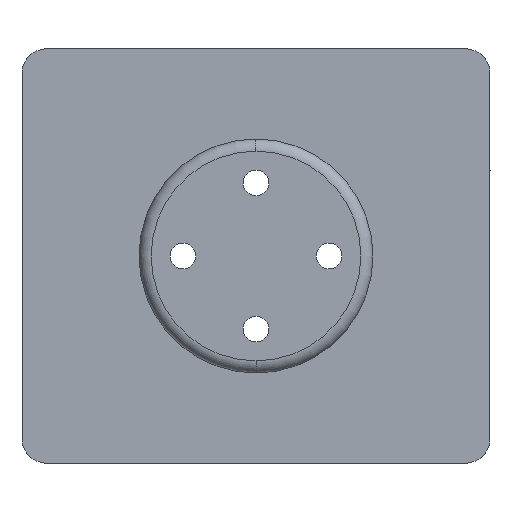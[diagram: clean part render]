
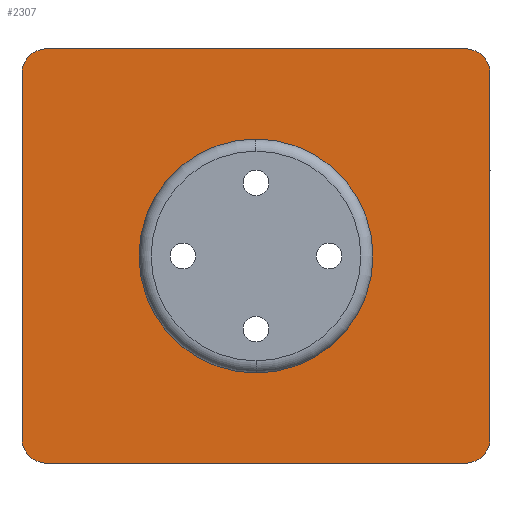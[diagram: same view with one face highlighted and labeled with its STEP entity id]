
A CAD part, front view. The second image highlights one B-rep face of the part: STEP entity #2307.
In plain terms, the highlighted planar face has unit normal (0, -1, 0).
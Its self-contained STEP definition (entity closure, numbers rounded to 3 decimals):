
#77 = DIRECTION ( 'NONE',  ( 0., 0., -1. ) ) ;
#78 = AXIS2_PLACEMENT_3D ( 'NONE', #3275, #1905, #3206 ) ;
#81 = VECTOR ( 'NONE', #1063, 1000. ) ;
#88 = CIRCLE ( 'NONE', #1962, 9.6 ) ;
#103 = ORIENTED_EDGE ( 'NONE', *, *, #651, .T. ) ;
#208 = DIRECTION ( 'NONE',  ( 0., -1., 0. ) ) ;
#231 = EDGE_CURVE ( 'NONE', #1666, #2453, #2161, .T. ) ;
#236 = VERTEX_POINT ( 'NONE', #329 ) ;
#237 = CIRCLE ( 'NONE', #658, 2. ) ;
#259 = EDGE_CURVE ( 'NONE', #1362, #901, #1316, .T. ) ;
#297 = CARTESIAN_POINT ( 'NONE',  ( -17.2, 15.7, 15. ) ) ;
#299 = CARTESIAN_POINT ( 'NONE',  ( 0., 15.7, 0. ) ) ;
#313 = DIRECTION ( 'NONE',  ( 0., -1., 0. ) ) ;
#329 = CARTESIAN_POINT ( 'NONE',  ( 0., 15.7, -9.6 ) ) ;
#347 = AXIS2_PLACEMENT_3D ( 'NONE', #1471, #208, #1237 ) ;
#377 = DIRECTION ( 'NONE',  ( 0., 0., -1. ) ) ;
#458 = FACE_OUTER_BOUND ( 'NONE', #2212, .T. ) ;
#487 = DIRECTION ( 'NONE',  ( 0., 1., 0. ) ) ;
#530 = DIRECTION ( 'NONE',  ( 0., 1., 0. ) ) ;
#639 = DIRECTION ( 'NONE',  ( 1., 0., 0. ) ) ;
#651 = EDGE_CURVE ( 'NONE', #1182, #901, #2226, .T. ) ;
#658 = AXIS2_PLACEMENT_3D ( 'NONE', #2053, #973, #1022 ) ;
#720 = DIRECTION ( 'NONE',  ( 0., 0., 1. ) ) ;
#724 = CARTESIAN_POINT ( 'NONE',  ( 19.2, 15.7, 17. ) ) ;
#837 = ORIENTED_EDGE ( 'NONE', *, *, #2292, .T. ) ;
#901 = VERTEX_POINT ( 'NONE', #2540 ) ;
#931 = VECTOR ( 'NONE', #639, 1000. ) ;
#973 = DIRECTION ( 'NONE',  ( 0., -1., 0. ) ) ;
#1022 = DIRECTION ( 'NONE',  ( 0., 0., -1. ) ) ;
#1063 = DIRECTION ( 'NONE',  ( -1., 0., 0. ) ) ;
#1096 = CARTESIAN_POINT ( 'NONE',  ( -19.2, 15.7, -17. ) ) ;
#1182 = VERTEX_POINT ( 'NONE', #1788 ) ;
#1199 = ORIENTED_EDGE ( 'NONE', *, *, #1760, .F. ) ;
#1230 = EDGE_LOOP ( 'NONE', ( #837, #2898 ) ) ;
#1237 = DIRECTION ( 'NONE',  ( 0., 0., -1. ) ) ;
#1307 = AXIS2_PLACEMENT_3D ( 'NONE', #1886, #313, #377 ) ;
#1316 = LINE ( 'NONE', #1857, #2544 ) ;
#1356 = CIRCLE ( 'NONE', #2175, 9.6 ) ;
#1362 = VERTEX_POINT ( 'NONE', #2472 ) ;
#1439 = CARTESIAN_POINT ( 'NONE',  ( 17.2, 15.7, 17. ) ) ;
#1455 = CARTESIAN_POINT ( 'NONE',  ( 17.2, 15.7, -17. ) ) ;
#1471 = CARTESIAN_POINT ( 'NONE',  ( 0., 15.7, 0. ) ) ;
#1499 = PLANE ( 'NONE',  #347 ) ;
#1511 = CIRCLE ( 'NONE', #78, 2. ) ;
#1582 = VERTEX_POINT ( 'NONE', #2416 ) ;
#1641 = EDGE_CURVE ( 'NONE', #3044, #1649, #1511, .T. ) ;
#1646 = VERTEX_POINT ( 'NONE', #2209 ) ;
#1649 = VERTEX_POINT ( 'NONE', #1439 ) ;
#1666 = VERTEX_POINT ( 'NONE', #1455 ) ;
#1716 = EDGE_CURVE ( 'NONE', #1182, #1649, #2451, .T. ) ;
#1760 = EDGE_CURVE ( 'NONE', #3044, #1582, #2800, .T. ) ;
#1766 = EDGE_CURVE ( 'NONE', #1666, #1582, #237, .T. ) ;
#1788 = CARTESIAN_POINT ( 'NONE',  ( -17.2, 15.7, 17. ) ) ;
#1816 = DIRECTION ( 'NONE',  ( 0., -1., 0. ) ) ;
#1838 = DIRECTION ( 'NONE',  ( 0., 0., 1. ) ) ;
#1857 = CARTESIAN_POINT ( 'NONE',  ( -19.2, 15.7, 17. ) ) ;
#1886 = CARTESIAN_POINT ( 'NONE',  ( -17.2, 15.7, -15. ) ) ;
#1889 = ORIENTED_EDGE ( 'NONE', *, *, #1766, .T. ) ;
#1905 = DIRECTION ( 'NONE',  ( 0., -1., 0. ) ) ;
#1962 = AXIS2_PLACEMENT_3D ( 'NONE', #299, #530, #2059 ) ;
#2051 = CARTESIAN_POINT ( 'NONE',  ( 0., 15.7, 0. ) ) ;
#2053 = CARTESIAN_POINT ( 'NONE',  ( 17.2, 15.7, -15. ) ) ;
#2059 = DIRECTION ( 'NONE',  ( 0., 0., 1. ) ) ;
#2120 = AXIS2_PLACEMENT_3D ( 'NONE', #297, #1816, #77 ) ;
#2161 = LINE ( 'NONE', #1096, #81 ) ;
#2175 = AXIS2_PLACEMENT_3D ( 'NONE', #2051, #487, #720 ) ;
#2209 = CARTESIAN_POINT ( 'NONE',  ( 0., 15.7, 9.6 ) ) ;
#2212 = EDGE_LOOP ( 'NONE', ( #2826, #1889, #1199, #2488, #3255, #103, #2734, #2846 ) ) ;
#2226 = CIRCLE ( 'NONE', #2120, 2. ) ;
#2230 = CARTESIAN_POINT ( 'NONE',  ( -19.2, 15.7, 17. ) ) ;
#2292 = EDGE_CURVE ( 'NONE', #236, #1646, #1356, .T. ) ;
#2307 = ADVANCED_FACE ( 'NONE', ( #3014, #458 ), #1499, .T. ) ;
#2416 = CARTESIAN_POINT ( 'NONE',  ( 19.2, 15.7, -15. ) ) ;
#2451 = LINE ( 'NONE', #2230, #931 ) ;
#2453 = VERTEX_POINT ( 'NONE', #2626 ) ;
#2472 = CARTESIAN_POINT ( 'NONE',  ( -19.2, 15.7, -15. ) ) ;
#2488 = ORIENTED_EDGE ( 'NONE', *, *, #1641, .T. ) ;
#2496 = VECTOR ( 'NONE', #2787, 1000. ) ;
#2503 = CIRCLE ( 'NONE', #1307, 2. ) ;
#2540 = CARTESIAN_POINT ( 'NONE',  ( -19.2, 15.7, 15. ) ) ;
#2544 = VECTOR ( 'NONE', #1838, 1000. ) ;
#2626 = CARTESIAN_POINT ( 'NONE',  ( -17.2, 15.7, -17. ) ) ;
#2726 = EDGE_CURVE ( 'NONE', #1646, #236, #88, .T. ) ;
#2734 = ORIENTED_EDGE ( 'NONE', *, *, #259, .F. ) ;
#2784 = EDGE_CURVE ( 'NONE', #1362, #2453, #2503, .T. ) ;
#2787 = DIRECTION ( 'NONE',  ( 0., 0., -1. ) ) ;
#2800 = LINE ( 'NONE', #724, #2496 ) ;
#2826 = ORIENTED_EDGE ( 'NONE', *, *, #231, .F. ) ;
#2846 = ORIENTED_EDGE ( 'NONE', *, *, #2784, .T. ) ;
#2898 = ORIENTED_EDGE ( 'NONE', *, *, #2726, .T. ) ;
#3014 = FACE_BOUND ( 'NONE', #1230, .T. ) ;
#3044 = VERTEX_POINT ( 'NONE', #3223 ) ;
#3206 = DIRECTION ( 'NONE',  ( 0., 0., -1. ) ) ;
#3223 = CARTESIAN_POINT ( 'NONE',  ( 19.2, 15.7, 15. ) ) ;
#3255 = ORIENTED_EDGE ( 'NONE', *, *, #1716, .F. ) ;
#3275 = CARTESIAN_POINT ( 'NONE',  ( 17.2, 15.7, 15. ) ) ;
